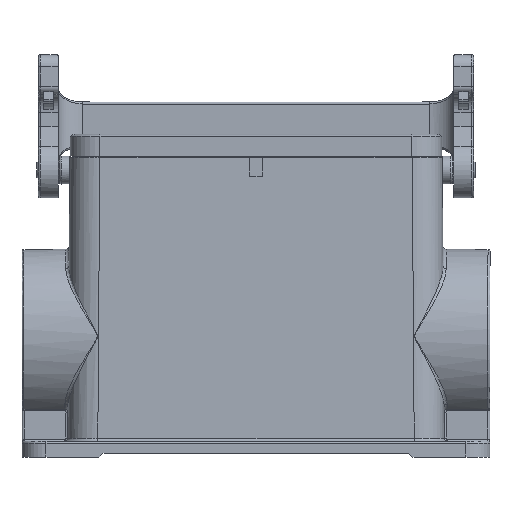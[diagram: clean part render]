
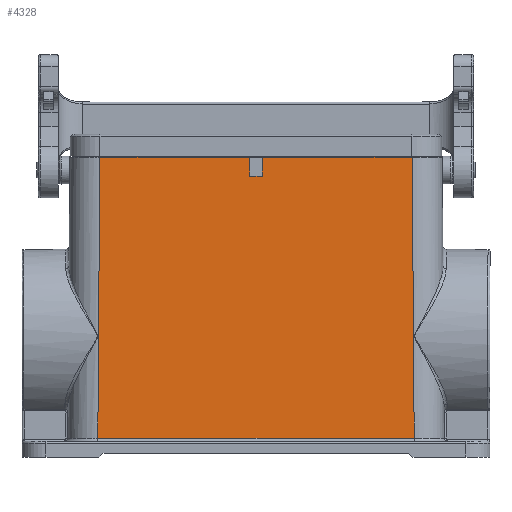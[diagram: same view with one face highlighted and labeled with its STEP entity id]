
A CAD part, front view. The second image highlights one B-rep face of the part: STEP entity #4328.
In plain terms, the highlighted planar face has unit normal (0, -1, 0.011).
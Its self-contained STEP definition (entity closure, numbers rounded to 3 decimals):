
#4328=ADVANCED_FACE('',(#5033),#4628,.T.);
#4628=PLANE('',#17850);
#5033=FACE_OUTER_BOUND('',#5577,.T.);
#5577=EDGE_LOOP('',(#8015,#8016,#8017,#8018,#8019,#8020,#8021,#8022));
#8015=ORIENTED_EDGE('',*,*,#10506,.T.);
#8016=ORIENTED_EDGE('',*,*,#10515,.T.);
#8017=ORIENTED_EDGE('',*,*,#10512,.T.);
#8018=ORIENTED_EDGE('',*,*,#10516,.T.);
#8019=ORIENTED_EDGE('',*,*,#10517,.F.);
#8020=ORIENTED_EDGE('',*,*,#10504,.T.);
#8021=ORIENTED_EDGE('',*,*,#10518,.F.);
#8022=ORIENTED_EDGE('',*,*,#10519,.T.);
#9230=VERTEX_POINT('',#28526);
#9232=VERTEX_POINT('',#28530);
#9233=VERTEX_POINT('',#28534);
#9234=VERTEX_POINT('',#28536);
#9235=VERTEX_POINT('',#28547);
#9236=VERTEX_POINT('',#28548);
#9237=VERTEX_POINT('',#28554);
#9238=VERTEX_POINT('',#28557);
#10504=EDGE_CURVE('',#9230,#9232,#14131,.T.);
#10506=EDGE_CURVE('',#9234,#9233,#14132,.T.);
#10512=EDGE_CURVE('',#9235,#9236,#14133,.T.);
#10515=EDGE_CURVE('',#9233,#9235,#14134,.T.);
#10516=EDGE_CURVE('',#9236,#9237,#14135,.T.);
#10517=EDGE_CURVE('',#9230,#9237,#14136,.T.);
#10518=EDGE_CURVE('',#9238,#9232,#14137,.T.);
#10519=EDGE_CURVE('',#9238,#9234,#14138,.T.);
#14131=LINE('',#28531,#15064);
#14132=LINE('',#28535,#15065);
#14133=LINE('',#28546,#15066);
#14134=LINE('',#28552,#15067);
#14135=LINE('',#28553,#15068);
#14136=LINE('',#28555,#15069);
#14137=LINE('',#28556,#15070);
#14138=LINE('',#28558,#15071);
#15064=VECTOR('',#20417,1.);
#15065=VECTOR('',#20422,1.);
#15066=VECTOR('',#20441,1.);
#15067=VECTOR('',#20448,1.);
#15068=VECTOR('',#20449,1.);
#15069=VECTOR('',#20450,1.);
#15070=VECTOR('',#20451,1.);
#15071=VECTOR('',#20452,1.);
#17850=AXIS2_PLACEMENT_3D('',#28559,#20453,#20454);
#20417=DIRECTION('',(-1.,0.,0.));
#20422=DIRECTION('',(-0.007,-0.011,-1.));
#20441=DIRECTION('',(-0.007,0.011,1.));
#20448=DIRECTION('',(1.,0.,0.));
#20449=DIRECTION('',(-1.,0.,0.));
#20450=DIRECTION('',(0.,0.011,1.));
#20451=DIRECTION('',(0.,-0.011,-1.));
#20452=DIRECTION('',(-1.,0.,0.));
#20453=DIRECTION('',(0.,-1.,0.011));
#20454=DIRECTION('',(0.,-0.011,-1.));
#28526=CARTESIAN_POINT('',(1.6,-21.553,1.));
#28530=CARTESIAN_POINT('',(-1.6,-21.553,1.));
#28531=CARTESIAN_POINT('',(57.,-21.553,1.));
#28534=CARTESIAN_POINT('',(-39.545,-22.291,-64.459));
#28535=CARTESIAN_POINT('',(-39.546,-22.292,-64.57));
#28536=CARTESIAN_POINT('',(-39.05,-21.5,5.7));
#28546=CARTESIAN_POINT('',(39.551,-22.301,-65.373));
#28547=CARTESIAN_POINT('',(39.545,-22.291,-64.459));
#28548=CARTESIAN_POINT('',(39.05,-21.5,5.7));
#28552=CARTESIAN_POINT('',(39.55,-22.291,-64.459));
#28553=CARTESIAN_POINT('',(57.,-21.5,5.7));
#28554=CARTESIAN_POINT('',(1.6,-21.5,5.7));
#28555=CARTESIAN_POINT('',(1.6,-22.3,-65.25));
#28556=CARTESIAN_POINT('',(-1.6,-22.3,-65.25));
#28557=CARTESIAN_POINT('',(-1.6,-21.5,5.7));
#28558=CARTESIAN_POINT('',(57.,-21.5,5.7));
#28559=CARTESIAN_POINT('',(57.,-22.3,-65.25));
